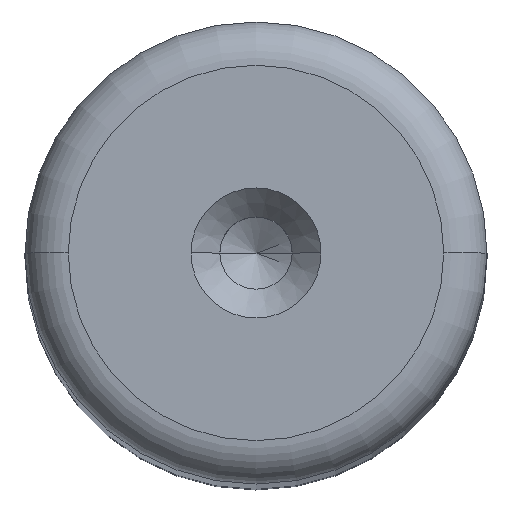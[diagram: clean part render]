
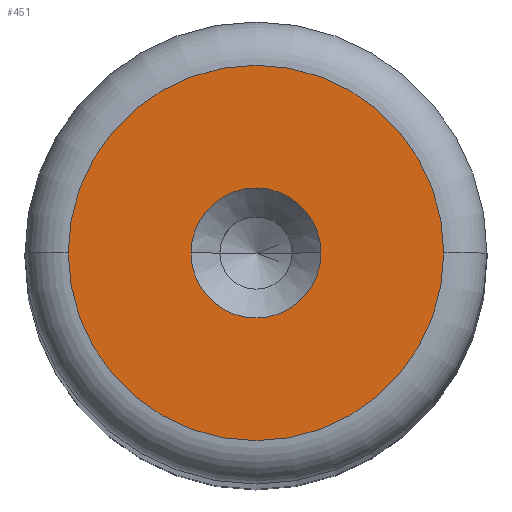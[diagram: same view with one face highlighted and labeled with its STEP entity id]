
A CAD part, top view. The second image highlights one B-rep face of the part: STEP entity #451.
In plain terms, the highlighted planar face has unit normal (0, 0, 1).
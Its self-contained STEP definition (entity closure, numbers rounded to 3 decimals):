
#24 = AXIS2_PLACEMENT_3D ( 'NONE', #993, #257, #1126 ) ;
#45 = CARTESIAN_POINT ( 'NONE',  ( 0., 0., 120. ) ) ;
#49 = EDGE_LOOP ( 'NONE', ( #784, #1576 ) ) ;
#57 = DIRECTION ( 'NONE',  ( 1., 0., 0. ) ) ;
#125 = CARTESIAN_POINT ( 'NONE',  ( 0., 0., 120. ) ) ;
#142 = VERTEX_POINT ( 'NONE', #1220 ) ;
#171 = DIRECTION ( 'NONE',  ( 1., 0., 0. ) ) ;
#182 = CARTESIAN_POINT ( 'NONE',  ( 0., 0., 120. ) ) ;
#257 = DIRECTION ( 'NONE',  ( 0., 0., 1. ) ) ;
#284 = CARTESIAN_POINT ( 'NONE',  ( 2.25, 0., 120. ) ) ;
#297 = DIRECTION ( 'NONE',  ( 1., 0., 0. ) ) ;
#332 = EDGE_CURVE ( 'NONE', #1535, #142, #1283, .T. ) ;
#354 = DIRECTION ( 'NONE',  ( 0., 0., 1. ) ) ;
#368 = DIRECTION ( 'NONE',  ( 1., 0., 0. ) ) ;
#411 = CARTESIAN_POINT ( 'NONE',  ( -6.5, 0., 120. ) ) ;
#451 = ADVANCED_FACE ( 'NONE', ( #1377, #1054 ), #1107, .T. ) ;
#771 = VERTEX_POINT ( 'NONE', #895 ) ;
#780 = AXIS2_PLACEMENT_3D ( 'NONE', #45, #894, #171 ) ;
#784 = ORIENTED_EDGE ( 'NONE', *, *, #1516, .F. ) ;
#792 = DIRECTION ( 'NONE',  ( 0., 0., 1. ) ) ;
#817 = EDGE_CURVE ( 'NONE', #142, #1535, #1214, .T. ) ;
#835 = ORIENTED_EDGE ( 'NONE', *, *, #332, .T. ) ;
#894 = DIRECTION ( 'NONE',  ( 0., 0., 1. ) ) ;
#895 = CARTESIAN_POINT ( 'NONE',  ( -2.25, 0., 120. ) ) ;
#904 = CIRCLE ( 'NONE', #1184, 2.25 ) ;
#906 = EDGE_LOOP ( 'NONE', ( #1502, #835 ) ) ;
#993 = CARTESIAN_POINT ( 'NONE',  ( 0., 0., 120. ) ) ;
#1038 = DIRECTION ( 'NONE',  ( 0., 0., 1. ) ) ;
#1054 = FACE_OUTER_BOUND ( 'NONE', #906, .T. ) ;
#1107 = PLANE ( 'NONE',  #1260 ) ;
#1118 = EDGE_CURVE ( 'NONE', #771, #1538, #904, .T. ) ;
#1126 = DIRECTION ( 'NONE',  ( 1., 0., 0. ) ) ;
#1184 = AXIS2_PLACEMENT_3D ( 'NONE', #1526, #792, #57 ) ;
#1214 = CIRCLE ( 'NONE', #1547, 6.5 ) ;
#1220 = CARTESIAN_POINT ( 'NONE',  ( 6.5, 0., 120. ) ) ;
#1260 = AXIS2_PLACEMENT_3D ( 'NONE', #125, #354, #368 ) ;
#1273 = CIRCLE ( 'NONE', #780, 2.25 ) ;
#1283 = CIRCLE ( 'NONE', #24, 6.5 ) ;
#1377 = FACE_BOUND ( 'NONE', #49, .T. ) ;
#1502 = ORIENTED_EDGE ( 'NONE', *, *, #817, .T. ) ;
#1516 = EDGE_CURVE ( 'NONE', #1538, #771, #1273, .T. ) ;
#1526 = CARTESIAN_POINT ( 'NONE',  ( 0., 0., 120. ) ) ;
#1535 = VERTEX_POINT ( 'NONE', #411 ) ;
#1538 = VERTEX_POINT ( 'NONE', #284 ) ;
#1547 = AXIS2_PLACEMENT_3D ( 'NONE', #182, #1038, #297 ) ;
#1576 = ORIENTED_EDGE ( 'NONE', *, *, #1118, .F. ) ;
